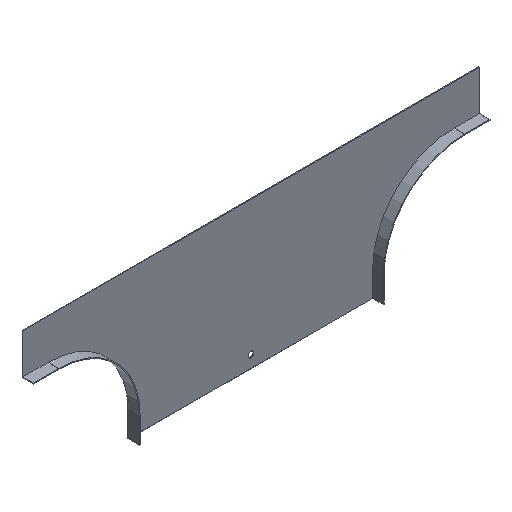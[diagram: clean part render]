
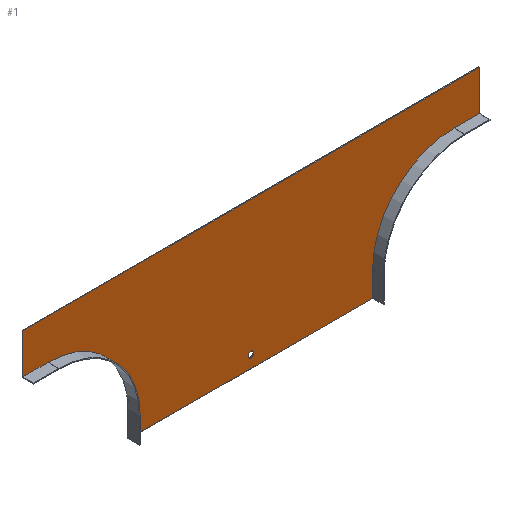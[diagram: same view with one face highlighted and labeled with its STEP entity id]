
A CAD part, isometric view. The second image highlights one B-rep face of the part: STEP entity #1.
In plain terms, the highlighted planar face has unit normal (0, -1, 0).
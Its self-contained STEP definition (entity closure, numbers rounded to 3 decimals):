
#1 = ADVANCED_FACE ( 'NONE', ( #201, #737 ), #680, .T. ) ;
#27 = VERTEX_POINT ( 'NONE', #76 ) ;
#37 = DIRECTION ( 'NONE',  ( 0., 0., -1. ) ) ;
#38 = DIRECTION ( 'NONE',  ( 0., 1., 0. ) ) ;
#45 = CARTESIAN_POINT ( 'NONE',  ( 249., 0., -149. ) ) ;
#53 = DIRECTION ( 'NONE',  ( 0., -1., 0. ) ) ;
#55 = CARTESIAN_POINT ( 'NONE',  ( -249., 0., -149. ) ) ;
#64 = DIRECTION ( 'NONE',  ( -1., 0., 0. ) ) ;
#65 = DIRECTION ( 'NONE',  ( 0., 0., -1. ) ) ;
#67 = CARTESIAN_POINT ( 'NONE',  ( -249., 0., -49. ) ) ;
#75 = DIRECTION ( 'NONE',  ( 1., 0., 0. ) ) ;
#76 = CARTESIAN_POINT ( 'NONE',  ( 0., 0., -168.5 ) ) ;
#78 = CARTESIAN_POINT ( 'NONE',  ( -249., 0., -49. ) ) ;
#80 = CARTESIAN_POINT ( 'NONE',  ( 149., 0., -180. ) ) ;
#82 = CARTESIAN_POINT ( 'NONE',  ( 280., 0., 0. ) ) ;
#84 = CARTESIAN_POINT ( 'NONE',  ( 280., 0., -49. ) ) ;
#94 = CARTESIAN_POINT ( 'NONE',  ( 149., 0., -149. ) ) ;
#96 = CARTESIAN_POINT ( 'NONE',  ( -280., 0., -49. ) ) ;
#98 = CARTESIAN_POINT ( 'NONE',  ( 249., 0., -49. ) ) ;
#142 = CARTESIAN_POINT ( 'NONE',  ( -149., 0., -180. ) ) ;
#143 = VECTOR ( 'NONE', #267, 1000. ) ;
#144 = LINE ( 'NONE', #278, #143 ) ;
#145 = VECTOR ( 'NONE', #277, 1000. ) ;
#146 = VECTOR ( 'NONE', #287, 1000. ) ;
#147 = CIRCLE ( 'NONE', #655, 3.5 ) ;
#148 = LINE ( 'NONE', #285, #146 ) ;
#150 = LINE ( 'NONE', #282, #145 ) ;
#151 = VECTOR ( 'NONE', #299, 1000. ) ;
#153 = LINE ( 'NONE', #296, #151 ) ;
#164 = VECTOR ( 'NONE', #307, 1000. ) ;
#169 = LINE ( 'NONE', #226, #164 ) ;
#201 = FACE_BOUND ( 'NONE', #209, .T. ) ;
#209 = EDGE_LOOP ( 'NONE', ( #621 ) ) ;
#214 = CARTESIAN_POINT ( 'NONE',  ( -280., 0., 0. ) ) ;
#219 = CARTESIAN_POINT ( 'NONE',  ( -249., 0., -49. ) ) ;
#226 = CARTESIAN_POINT ( 'NONE',  ( -280., 0., 0. ) ) ;
#262 = DIRECTION ( 'NONE',  ( 0., 0., 1. ) ) ;
#267 = DIRECTION ( 'NONE',  ( -1., 0., 0. ) ) ;
#268 = DIRECTION ( 'NONE',  ( 0., 0., -1. ) ) ;
#270 = DIRECTION ( 'NONE',  ( 0., 1., 0. ) ) ;
#271 = CARTESIAN_POINT ( 'NONE',  ( 0., 0., -165. ) ) ;
#275 = CARTESIAN_POINT ( 'NONE',  ( 149., 0., -149. ) ) ;
#277 = DIRECTION ( 'NONE',  ( 0., 0., 1. ) ) ;
#278 = CARTESIAN_POINT ( 'NONE',  ( 150., 0., -180. ) ) ;
#282 = CARTESIAN_POINT ( 'NONE',  ( -149., 0., -149. ) ) ;
#285 = CARTESIAN_POINT ( 'NONE',  ( -280., 0., 0. ) ) ;
#287 = DIRECTION ( 'NONE',  ( 0., 0., 1. ) ) ;
#296 = CARTESIAN_POINT ( 'NONE',  ( 280., 0., 0. ) ) ;
#299 = DIRECTION ( 'NONE',  ( 0., 0., -1. ) ) ;
#307 = DIRECTION ( 'NONE',  ( 1., 0., 0. ) ) ;
#319 = CIRCLE ( 'NONE', #645, 100. ) ;
#320 = VECTOR ( 'NONE', #64, 1000. ) ;
#321 = CIRCLE ( 'NONE', #646, 100. ) ;
#323 = LINE ( 'NONE', #67, #320 ) ;
#324 = VECTOR ( 'NONE', #75, 1000. ) ;
#327 = LINE ( 'NONE', #78, #324 ) ;
#367 = VECTOR ( 'NONE', #262, 1000. ) ;
#368 = LINE ( 'NONE', #275, #367 ) ;
#373 = EDGE_CURVE ( 'NONE', #418, #565, #169, .T. ) ;
#380 = EDGE_CURVE ( 'NONE', #565, #563, #153, .T. ) ;
#383 = EDGE_CURVE ( 'NONE', #550, #418, #148, .T. ) ;
#384 = EDGE_CURVE ( 'NONE', #431, #430, #150, .T. ) ;
#385 = EDGE_CURVE ( 'NONE', #27, #27, #147, .T. ) ;
#386 = EDGE_CURVE ( 'NONE', #567, #431, #144, .T. ) ;
#387 = EDGE_CURVE ( 'NONE', #567, #554, #368, .T. ) ;
#412 = CARTESIAN_POINT ( 'NONE',  ( -149., 0., -149. ) ) ;
#417 = VERTEX_POINT ( 'NONE', #219 ) ;
#418 = VERTEX_POINT ( 'NONE', #214 ) ;
#430 = VERTEX_POINT ( 'NONE', #412 ) ;
#431 = VERTEX_POINT ( 'NONE', #142 ) ;
#433 = EDGE_LOOP ( 'NONE', ( #600, #619, #589, #602, #568, #571, #576, #578, #585, #587 ) ) ;
#497 = AXIS2_PLACEMENT_3D ( 'NONE', #672, #694, #692 ) ;
#498 = EDGE_CURVE ( 'NONE', #548, #563, #327, .T. ) ;
#500 = EDGE_CURVE ( 'NONE', #417, #550, #323, .T. ) ;
#503 = EDGE_CURVE ( 'NONE', #430, #417, #321, .T. ) ;
#505 = EDGE_CURVE ( 'NONE', #554, #548, #319, .T. ) ;
#548 = VERTEX_POINT ( 'NONE', #98 ) ;
#550 = VERTEX_POINT ( 'NONE', #96 ) ;
#554 = VERTEX_POINT ( 'NONE', #94 ) ;
#563 = VERTEX_POINT ( 'NONE', #84 ) ;
#565 = VERTEX_POINT ( 'NONE', #82 ) ;
#567 = VERTEX_POINT ( 'NONE', #80 ) ;
#568 = ORIENTED_EDGE ( 'NONE', *, *, #498, .T. ) ;
#571 = ORIENTED_EDGE ( 'NONE', *, *, #380, .F. ) ;
#576 = ORIENTED_EDGE ( 'NONE', *, *, #373, .F. ) ;
#578 = ORIENTED_EDGE ( 'NONE', *, *, #383, .F. ) ;
#585 = ORIENTED_EDGE ( 'NONE', *, *, #500, .F. ) ;
#587 = ORIENTED_EDGE ( 'NONE', *, *, #503, .F. ) ;
#589 = ORIENTED_EDGE ( 'NONE', *, *, #387, .T. ) ;
#600 = ORIENTED_EDGE ( 'NONE', *, *, #384, .F. ) ;
#602 = ORIENTED_EDGE ( 'NONE', *, *, #505, .T. ) ;
#619 = ORIENTED_EDGE ( 'NONE', *, *, #386, .F. ) ;
#621 = ORIENTED_EDGE ( 'NONE', *, *, #385, .T. ) ;
#645 = AXIS2_PLACEMENT_3D ( 'NONE', #45, #38, #37 ) ;
#646 = AXIS2_PLACEMENT_3D ( 'NONE', #55, #53, #65 ) ;
#655 = AXIS2_PLACEMENT_3D ( 'NONE', #271, #270, #268 ) ;
#672 = CARTESIAN_POINT ( 'NONE',  ( -249., 0., -149. ) ) ;
#680 = PLANE ( 'NONE',  #497 ) ;
#692 = DIRECTION ( 'NONE',  ( 0., 0., -1. ) ) ;
#694 = DIRECTION ( 'NONE',  ( 0., -1., 0. ) ) ;
#737 = FACE_OUTER_BOUND ( 'NONE', #433, .T. ) ;
